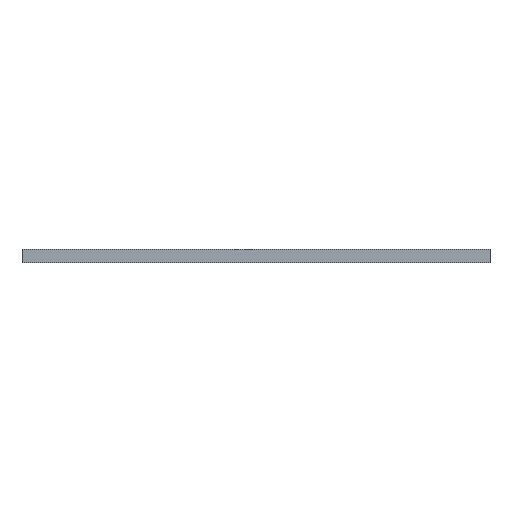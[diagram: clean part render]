
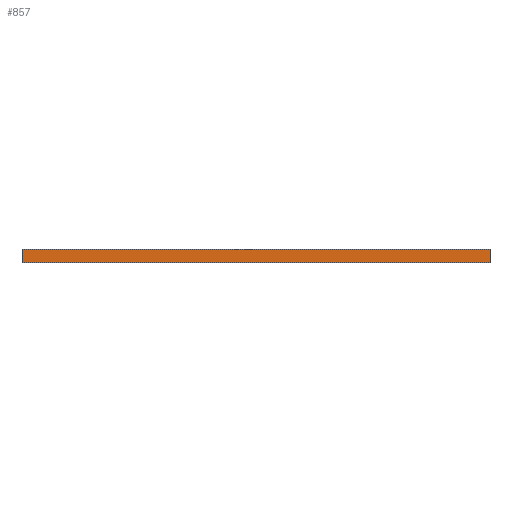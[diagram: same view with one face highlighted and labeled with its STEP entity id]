
A CAD part, front view. The second image highlights one B-rep face of the part: STEP entity #857.
In plain terms, the highlighted planar face has unit normal (0, -1, 0).
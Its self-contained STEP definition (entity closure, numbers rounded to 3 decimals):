
#49=FACE_OUTER_BOUND('',#91,.T.);
#91=EDGE_LOOP('',(#579,#580,#581,#582));
#155=LINE('',#1181,#267);
#156=LINE('',#1183,#268);
#157=LINE('',#1185,#269);
#158=LINE('',#1186,#270);
#267=VECTOR('',#967,10.);
#268=VECTOR('',#968,10.);
#269=VECTOR('',#969,10.);
#270=VECTOR('',#970,10.);
#379=VERTEX_POINT('',#1179);
#380=VERTEX_POINT('',#1180);
#381=VERTEX_POINT('',#1182);
#382=VERTEX_POINT('',#1184);
#459=EDGE_CURVE('',#379,#380,#155,.T.);
#460=EDGE_CURVE('',#379,#381,#156,.T.);
#461=EDGE_CURVE('',#381,#382,#157,.T.);
#462=EDGE_CURVE('',#380,#382,#158,.T.);
#579=ORIENTED_EDGE('',*,*,#459,.F.);
#580=ORIENTED_EDGE('',*,*,#460,.T.);
#581=ORIENTED_EDGE('',*,*,#461,.T.);
#582=ORIENTED_EDGE('',*,*,#462,.F.);
#819=PLANE('',#913);
#857=ADVANCED_FACE('',(#49),#819,.T.);
#913=AXIS2_PLACEMENT_3D('',#1178,#965,#966);
#965=DIRECTION('center_axis',(0.,-1.,0.));
#966=DIRECTION('ref_axis',(1.,0.,0.));
#967=DIRECTION('',(-1.,0.,0.));
#968=DIRECTION('',(0.,0.,1.));
#969=DIRECTION('',(-1.,0.,0.));
#970=DIRECTION('',(0.,0.,1.));
#1178=CARTESIAN_POINT('Origin',(-55.669,-42.086,23.));
#1179=CARTESIAN_POINT('',(48.831,-42.086,36.));
#1180=CARTESIAN_POINT('',(-55.669,-42.086,36.));
#1181=CARTESIAN_POINT('',(-55.669,-42.086,36.));
#1182=CARTESIAN_POINT('',(48.831,-42.086,39.));
#1183=CARTESIAN_POINT('',(48.831,-42.086,39.));
#1184=CARTESIAN_POINT('',(-55.669,-42.086,39.));
#1185=CARTESIAN_POINT('',(-28.25,-42.086,39.));
#1186=CARTESIAN_POINT('',(-55.669,-42.086,39.));
